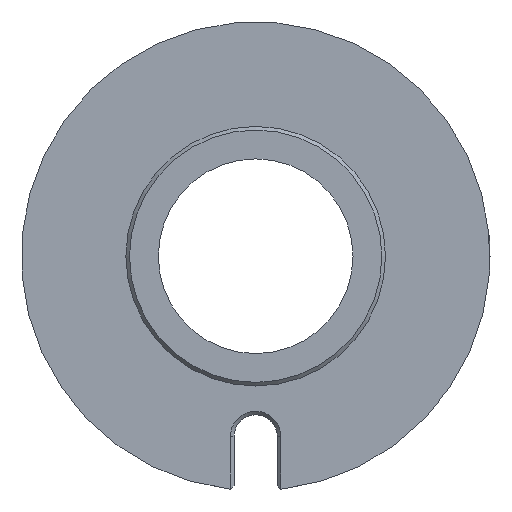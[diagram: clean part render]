
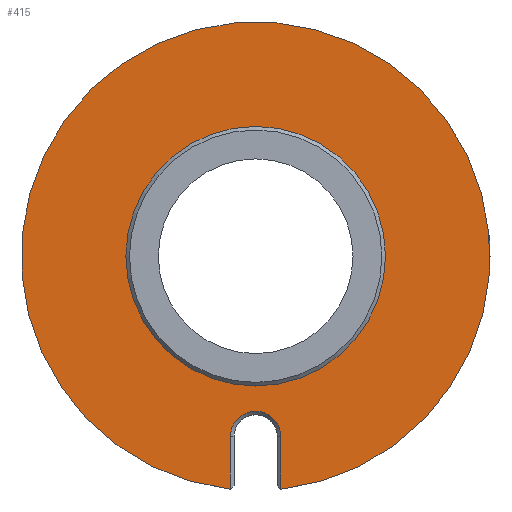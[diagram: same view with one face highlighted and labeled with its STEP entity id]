
A CAD part, front view. The second image highlights one B-rep face of the part: STEP entity #415.
In plain terms, the highlighted planar face has unit normal (0, -1, 0).
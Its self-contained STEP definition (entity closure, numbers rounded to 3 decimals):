
#19=FACE_BOUND('',#142,.T.);
#35=PLANE('',#478);
#50=LINE('',#720,#77);
#52=LINE('',#730,#79);
#77=VECTOR('',#531,10.);
#79=VECTOR('',#543,10.);
#116=FACE_OUTER_BOUND('',#141,.T.);
#141=EDGE_LOOP('',(#365,#366,#367,#368));
#142=EDGE_LOOP('',(#369,#370));
#153=CIRCLE('',#456,3.5);
#162=CIRCLE('',#474,18.);
#163=CIRCLE('',#475,18.);
#164=CIRCLE('',#479,32.5);
#195=VERTEX_POINT('',#717);
#196=VERTEX_POINT('',#719);
#198=VERTEX_POINT('',#724);
#199=VERTEX_POINT('',#729);
#210=VERTEX_POINT('',#768);
#211=VERTEX_POINT('',#770);
#242=EDGE_CURVE('',#195,#196,#50,.T.);
#245=EDGE_CURVE('',#198,#195,#153,.T.);
#247=EDGE_CURVE('',#199,#198,#52,.T.);
#267=EDGE_CURVE('',#210,#211,#162,.T.);
#268=EDGE_CURVE('',#211,#210,#163,.T.);
#269=EDGE_CURVE('',#199,#196,#164,.T.);
#365=ORIENTED_EDGE('',*,*,#247,.F.);
#366=ORIENTED_EDGE('',*,*,#269,.T.);
#367=ORIENTED_EDGE('',*,*,#242,.F.);
#368=ORIENTED_EDGE('',*,*,#245,.F.);
#369=ORIENTED_EDGE('',*,*,#268,.F.);
#370=ORIENTED_EDGE('',*,*,#267,.F.);
#415=ADVANCED_FACE('',(#116,#19),#35,.T.);
#456=AXIS2_PLACEMENT_3D('',#726,#537,#538);
#474=AXIS2_PLACEMENT_3D('',#771,#584,#585);
#475=AXIS2_PLACEMENT_3D('',#772,#586,#587);
#478=AXIS2_PLACEMENT_3D('',#775,#592,#593);
#479=AXIS2_PLACEMENT_3D('',#776,#594,#595);
#531=DIRECTION('',(0.,0.,-1.));
#537=DIRECTION('center_axis',(0.,-1.,0.));
#538=DIRECTION('ref_axis',(0.,0.,1.));
#543=DIRECTION('',(0.,0.,1.));
#584=DIRECTION('center_axis',(0.,-1.,0.));
#585=DIRECTION('ref_axis',(1.,0.,0.));
#586=DIRECTION('center_axis',(0.,-1.,0.));
#587=DIRECTION('ref_axis',(1.,0.,0.));
#592=DIRECTION('center_axis',(0.,-1.,0.));
#593=DIRECTION('ref_axis',(0.,0.,-1.));
#594=DIRECTION('center_axis',(0.,-1.,0.));
#595=DIRECTION('ref_axis',(1.,0.,0.));
#717=CARTESIAN_POINT('',(-3.5,10.,-25.));
#719=CARTESIAN_POINT('',(-3.5,10.,-32.311));
#720=CARTESIAN_POINT('',(-3.5,10.,-12.5));
#724=CARTESIAN_POINT('',(3.5,10.,-25.));
#726=CARTESIAN_POINT('Origin',(0.,10.,-25.));
#729=CARTESIAN_POINT('',(3.5,10.,-32.311));
#730=CARTESIAN_POINT('',(3.5,10.,-16.83));
#768=CARTESIAN_POINT('',(-18.,10.,0.));
#770=CARTESIAN_POINT('',(18.,10.,0.));
#771=CARTESIAN_POINT('Origin',(0.,10.,0.));
#772=CARTESIAN_POINT('Origin',(0.,10.,0.));
#775=CARTESIAN_POINT('Origin',(18.,10.,0.));
#776=CARTESIAN_POINT('Origin',(0.,10.,0.));
